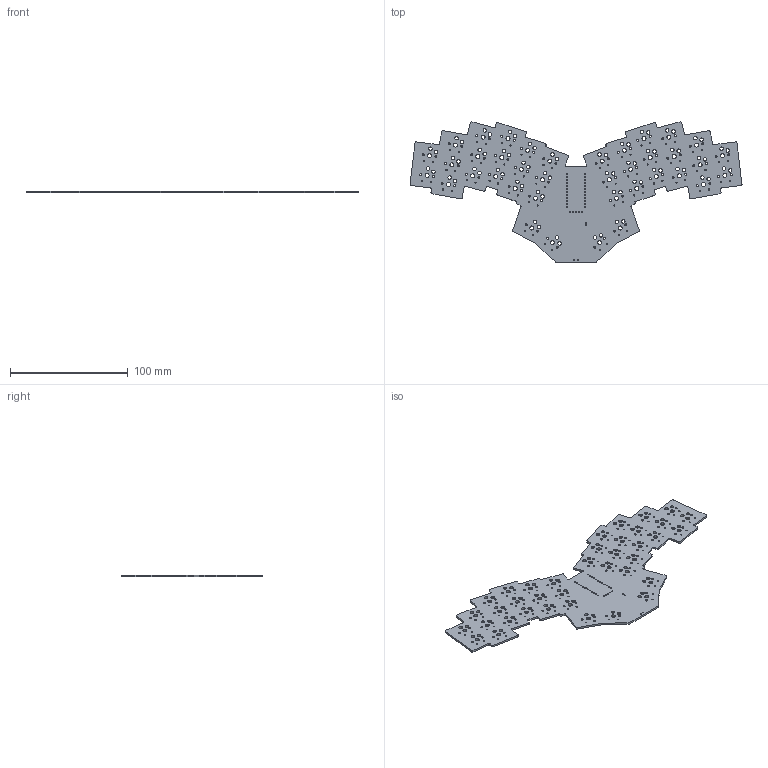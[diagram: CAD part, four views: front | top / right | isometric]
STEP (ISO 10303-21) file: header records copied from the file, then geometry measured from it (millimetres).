
FILE_DESCRIPTION(('KiCad electronic assembly'),'2;1');
FILE_NAME('Hepheaestes38_PCB.step','2025-04-19T14:49:54',('Pcbnew'),( 'Kicad'),'Open CASCADE STEP processor 7.8','KiCad to STEP converter' ,'Unknown');
FILE_SCHEMA(('AUTOMOTIVE_DESIGN { 1 0 10303 214 1 1 1 1 }'));
Length unit declared in the file: millimetre
Products named in the file (2): Hepheaestes38_PCB 1; Hepheaestes38_PCB_PCB
Assembly tree (1 placements, depth 2):
  Hepheaestes38_PCB 1
    Hepheaestes38_PCB_PCB
Bounding box: 282.31 x 119.4 x 1.6 mm (x, y, z)
Volume: 27142.1 mm3; surface area: 38275.3 mm2
Topology: 1 solids, 1 shells, 465 faces, 1389 edges, 926 vertices
Faces by surface type: cylinder 353, plane 112
Full cylindrical faces by diameter (mm): 0.75 x2, 0.9 x2, 0.991 x76, 1 x29, 1.702 x76, 3 x76, 3.429 x38
Entity records: 17242 total; most frequent: DIRECTION 3029, CARTESIAN_POINT 2782, ORIENTED_EDGE 2778, EDGE_CURVE 1389, AXIS2_PLACEMENT_3D 1173, FACE_BOUND 1063, EDGE_LOOP 1063, VERTEX_POINT 926
